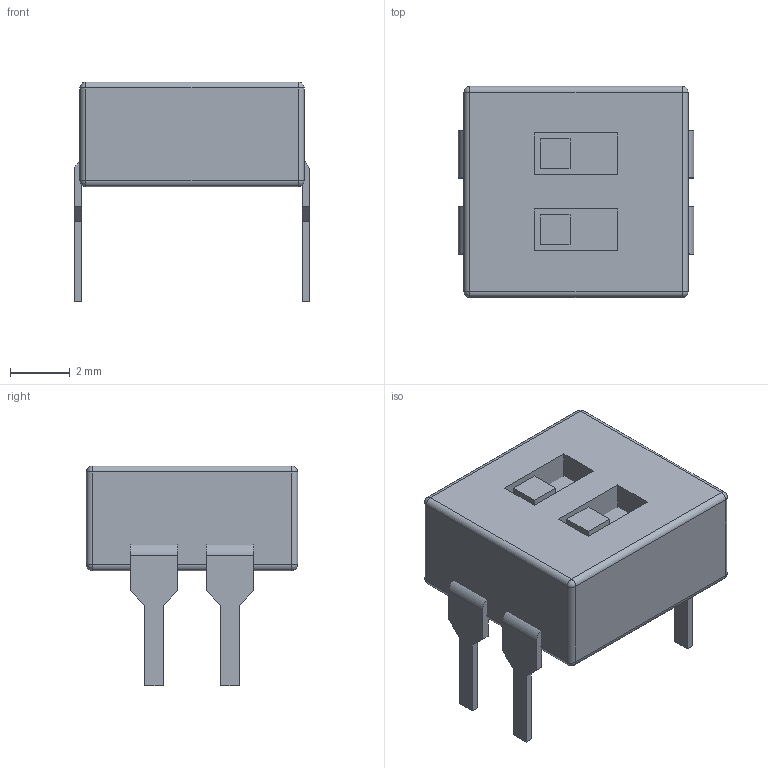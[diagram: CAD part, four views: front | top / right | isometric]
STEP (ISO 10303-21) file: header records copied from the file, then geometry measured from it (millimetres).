
FILE_DESCRIPTION(('Open CASCADE Model'),'2;1');
FILE_NAME('Open CASCADE Shape Model','2025-11-11T16:25:48',('Author'),('Open CASCADE'),'Open CASCADE STEP processor 7.7','Open CASCADE 7.7','Unknown');
FILE_SCHEMA(('AUTOMOTIVE_DESIGN { 1 0 10303 214 1 1 1 1 }'));
Length unit declared in the file: millimetre
Products named in the file (12): CK_SDA02H0B; body; body_part; inner; inner_part; lead-1; lead-1_part; actuator-1; actuator-1_part; lead-2; actuator-2; actuator-2_part
Assembly tree (12 placements, depth 3):
  CK_SDA02H0B
    body
      body_part
    inner
      inner_part
    lead-1
      lead-1_part
    actuator-1
      actuator-1_part
    lead-2
      lead-1_part
    actuator-2
      actuator-2_part
Bounding box: 7.87 x 7.06 x 7.35 mm (x, y, z)
Volume: 193.3 mm3; surface area: 378.7 mm2
Topology: 6 solids, 6 shells, 98 faces, 236 edges, 144 vertices
Faces by surface type: plane 70, cylinder 12, sphere 8, bspline 8
Entity records: 1468 total; most frequent: ORIENTED_EDGE 260, CARTESIAN_POINT 211, EDGE_CURVE 156, LINE 114, VERTEX_POINT 96, AXIS2_PLACEMENT_3D 86, FACE_BOUND 72, EDGE_LOOP 72
